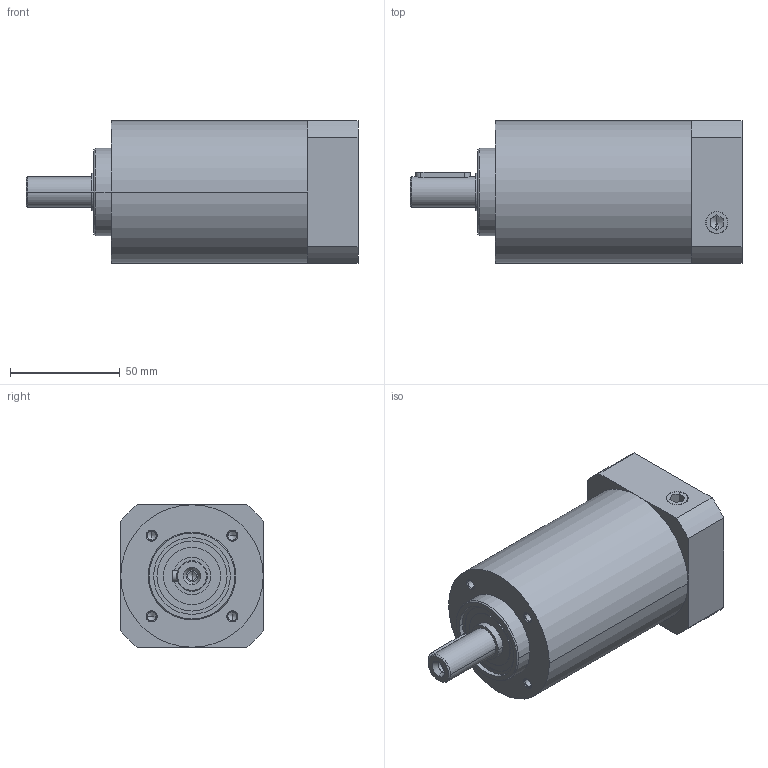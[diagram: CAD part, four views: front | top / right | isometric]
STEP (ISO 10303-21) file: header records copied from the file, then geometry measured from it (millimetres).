
FILE_DESCRIPTION((''),'2;1');
FILE_NAME('PD065-2.stp','2004-09-24T15:32:47',('mcoppola'),(''),'Autodesk Inventor 8','Autodesk Inventor 8','');
FILE_SCHEMA(('AUTOMOTIVE_DESIGN { 1 0 10303 214 1 1 1 1 }'));
Length unit declared in the file: millimetre
Products named in the file (1): PD065-2
Bounding box: 151.5 x 65 x 65 mm (x, y, z)
Volume: 380318.2 mm3; surface area: 45571.3 mm2
Topology: 1 solids, 5 shells, 161 faces, 373 edges, 215 vertices
Faces by surface type: bspline 75, plane 40, cylinder 34, cone 12
Entity records: 5394 total; most frequent: CARTESIAN_POINT 2089, ORIENTED_EDGE 686, DIRECTION 660, EDGE_CURVE 343, AXIS2_PLACEMENT_3D 246, VERTEX_POINT 215, EDGE_LOOP 184, VECTOR 168
